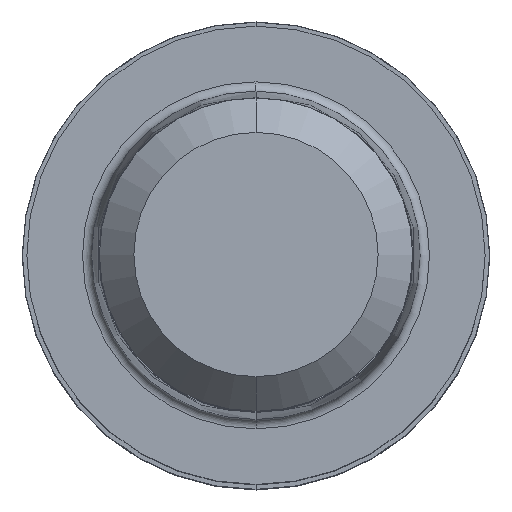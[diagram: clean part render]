
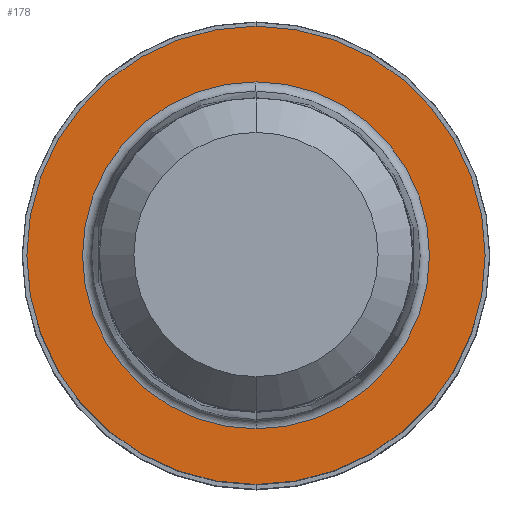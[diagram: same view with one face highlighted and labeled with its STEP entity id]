
A CAD part, top view. The second image highlights one B-rep face of the part: STEP entity #178.
In plain terms, the highlighted planar face has unit normal (0, 0, 1).
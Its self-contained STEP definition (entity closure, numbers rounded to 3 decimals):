
#178=ADVANCED_FACE('',(#469,#470),#471,.T.);
#196=VERTEX_POINT('',#493);
#202=EDGE_CURVE('',#252,#340,#499,.T.);
#242=EDGE_CURVE('',#340,#252,#548,.T.);
#252=VERTEX_POINT('',#559);
#256=EDGE_CURVE('',#338,#196,#563,.T.);
#284=EDGE_CURVE('',#196,#338,#592,.T.);
#338=VERTEX_POINT('',#654);
#340=VERTEX_POINT('',#656);
#469=FACE_OUTER_BOUND('',#790,.T.);
#470=FACE_BOUND('',#791,.T.);
#471=PLANE('',#792);
#493=CARTESIAN_POINT('',(0.0,3.71,0.01));
#499=CIRCLE('',#826,4.9);
#548=CIRCLE('',#885,4.9);
#559=CARTESIAN_POINT('',(0.0,4.9,0.01));
#563=CIRCLE('',#905,3.71);
#592=CIRCLE('',#947,3.71);
#654=CARTESIAN_POINT('',(0.,-3.71,0.01));
#656=CARTESIAN_POINT('',(0.,-4.9,0.01));
#790=EDGE_LOOP('',(#1182,#1183));
#791=EDGE_LOOP('',(#1184,#1185));
#792=AXIS2_PLACEMENT_3D('',#1186,#1187,#1188);
#826=AXIS2_PLACEMENT_3D('',#1218,#1219,#1220);
#885=AXIS2_PLACEMENT_3D('',#1311,#1312,#1313);
#905=AXIS2_PLACEMENT_3D('',#1324,#1325,#1326);
#947=AXIS2_PLACEMENT_3D('',#1355,#1356,#1357);
#1182=ORIENTED_EDGE('',*,*,#202,.F.);
#1183=ORIENTED_EDGE('',*,*,#242,.F.);
#1184=ORIENTED_EDGE('',*,*,#284,.T.);
#1185=ORIENTED_EDGE('',*,*,#256,.T.);
#1186=CARTESIAN_POINT('',(0.0,2.45,0.01));
#1187=DIRECTION('',(-0.0,0.0,1.0));
#1188=DIRECTION('',(0.0,-1.0,0.0));
#1218=CARTESIAN_POINT('',(0.0,0.0,0.01));
#1219=DIRECTION('',(0.0,0.0,-1.0));
#1220=DIRECTION('',(0.0,1.0,0.0));
#1311=CARTESIAN_POINT('',(0.0,0.0,0.01));
#1312=DIRECTION('',(0.0,0.0,-1.0));
#1313=DIRECTION('',(0.0,1.0,0.0));
#1324=CARTESIAN_POINT('',(0.0,0.0,0.01));
#1325=DIRECTION('',(0.0,0.0,-1.0));
#1326=DIRECTION('',(0.0,1.0,0.0));
#1355=CARTESIAN_POINT('',(0.0,0.0,0.01));
#1356=DIRECTION('',(0.0,0.0,-1.0));
#1357=DIRECTION('',(0.0,1.0,0.0));
